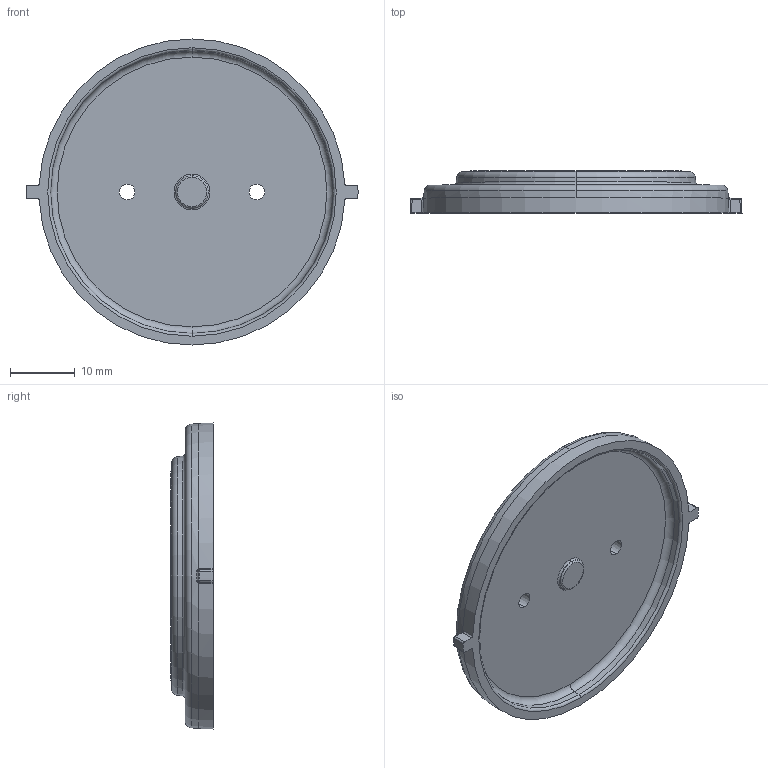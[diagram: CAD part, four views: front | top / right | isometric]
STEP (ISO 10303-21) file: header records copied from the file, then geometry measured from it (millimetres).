
FILE_DESCRIPTION (( 'STEP AP214' ), '1' );
FILE_NAME ('1844_026_rev_03.STEP', '2014-09-17T18:02:24', ( '' ), ( '' ), 'SwSTEP 2.0', 'SolidWorks 2013', '' );
FILE_SCHEMA (( 'AUTOMOTIVE_DESIGN' ));
Length unit declared in the file: millimetre
Products named in the file (1): 1844_026_rev_03
Bounding box: 51.16 x 6.49 x 47.16 mm (x, y, z)
Volume: 4578.8 mm3; surface area: 4647.7 mm2
Topology: 1 solids, 1 shells, 80 faces, 184 edges, 105 vertices
Faces by surface type: torus 24, cone 19, bspline 16, plane 11, sphere 6, cylinder 4
Entity records: 2491 total; most frequent: CARTESIAN_POINT 746, DIRECTION 367, ORIENTED_EDGE 360, EDGE_CURVE 180, AXIS2_PLACEMENT_3D 170, VERTEX_POINT 105, CIRCLE 105, EDGE_LOOP 87
